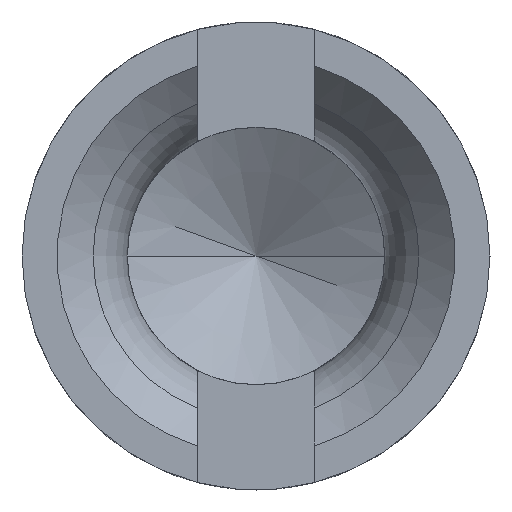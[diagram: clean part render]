
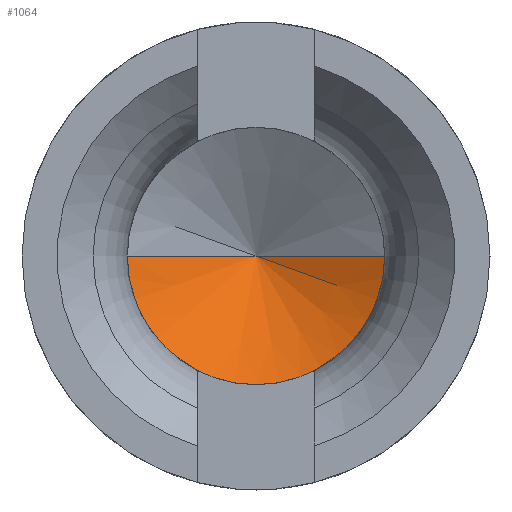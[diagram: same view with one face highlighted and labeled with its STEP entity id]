
A CAD part, left-side view. The second image highlights one B-rep face of the part: STEP entity #1064.
In plain terms, the highlighted conical face has half-angle 59 degrees and reference radius 0.283 mm.
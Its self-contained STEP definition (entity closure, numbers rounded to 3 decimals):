
#420=CARTESIAN_POINT('',(-1.3,0.,0.));
#421=DIRECTION('',(-1.,0.,0.));
#422=DIRECTION('',(0.,1.,0.));
#423=AXIS2_PLACEMENT_3D('',#420,#421,#422);
#430=DIRECTION('',(-0.515,0.857,0.));
#431=VECTOR('',#430,0.642);
#432=CARTESIAN_POINT('',(-0.97,0.,0.));
#433=LINE('',#432,#431);
#434=DIRECTION('',(-0.515,-0.857,0.));
#435=VECTOR('',#434,0.642);
#436=CARTESIAN_POINT('',(-0.97,0.,0.));
#437=LINE('',#436,#435);
#500=CARTESIAN_POINT('',(-0.97,0.,0.));
#501=CARTESIAN_POINT('',(-1.3,0.55,0.));
#502=VERTEX_POINT('',#500);
#503=VERTEX_POINT('',#501);
#504=CARTESIAN_POINT('',(-1.3,-0.55,0.));
#505=VERTEX_POINT('',#504);
#1052=CARTESIAN_POINT('',(-1.14,0.,0.));
#1053=DIRECTION('',(-1.,0.,0.));
#1054=DIRECTION('',(0.,1.,0.));
#1055=AXIS2_PLACEMENT_3D('',#1052,#1053,#1054);
#1056=CONICAL_SURFACE('',#1055,0.283,59.);
#1058=ORIENTED_EDGE('',*,*,#1057,.F.);
#1060=ORIENTED_EDGE('',*,*,#1059,.T.);
#1061=ORIENTED_EDGE('',*,*,#1045,.F.);
#1062=EDGE_LOOP('',(#1058,#1060,#1061));
#1063=FACE_OUTER_BOUND('',#1062,.F.);
#1064=ADVANCED_FACE('',(#1063),#1056,.F.);
#424=CIRCLE('',#423,0.55);
#1045=EDGE_CURVE('',#503,#505,#424,.T.);
#1057=EDGE_CURVE('',#502,#503,#433,.T.);
#1059=EDGE_CURVE('',#502,#505,#437,.T.);
